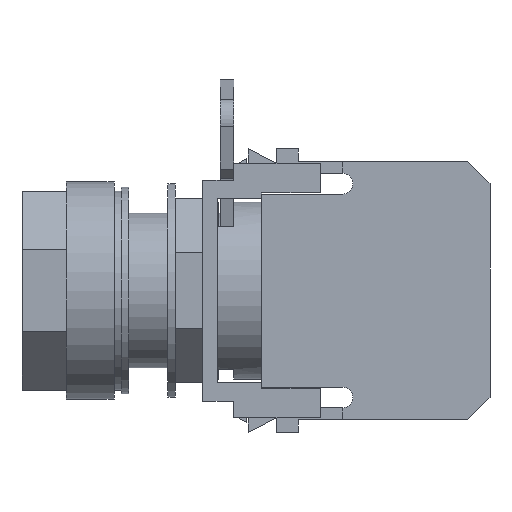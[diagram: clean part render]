
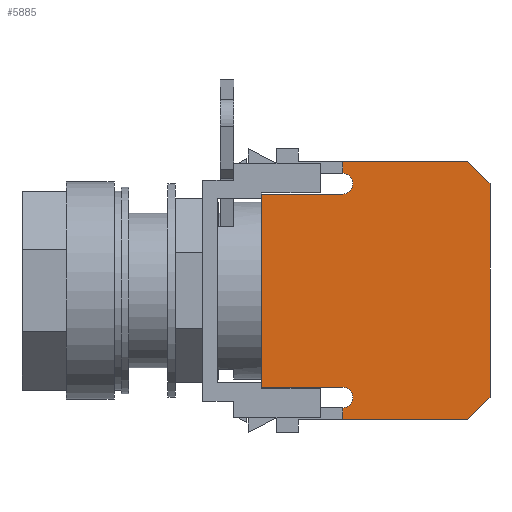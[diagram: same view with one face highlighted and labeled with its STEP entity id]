
A CAD part, left-side view. The second image highlights one B-rep face of the part: STEP entity #5885.
In plain terms, the highlighted planar face has unit normal (-1, 0, 0).
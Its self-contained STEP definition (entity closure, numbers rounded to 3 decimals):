
#50 = CARTESIAN_POINT ( 'NONE',  ( -15., -23.7, -14.5 ) ) ;
#75 = CARTESIAN_POINT ( 'NONE',  ( -15., -12.7, -13.1 ) ) ;
#177 = DIRECTION ( 'NONE',  ( 0., 1., 0. ) ) ;
#657 = LINE ( 'NONE', #2299, #4644 ) ;
#690 = EDGE_CURVE ( 'NONE', #3133, #4493, #4251, .T. ) ;
#729 = CARTESIAN_POINT ( 'NONE',  ( -15., -23.7, -17.5 ) ) ;
#814 = EDGE_CURVE ( 'NONE', #7704, #1961, #7460, .T. ) ;
#844 = VERTEX_POINT ( 'NONE', #6340 ) ;
#1092 = FACE_OUTER_BOUND ( 'NONE', #6676, .T. ) ;
#1112 = AXIS2_PLACEMENT_3D ( 'NONE', #7402, #3341, #8101 ) ;
#1304 = CIRCLE ( 'NONE', #7389, 1.4 ) ;
#1523 = DIRECTION ( 'NONE',  ( 0., -1., 0. ) ) ;
#1653 = VECTOR ( 'NONE', #4920, 1000. ) ;
#1805 = VERTEX_POINT ( 'NONE', #6902 ) ;
#1826 = ORIENTED_EDGE ( 'NONE', *, *, #2162, .T. ) ;
#1956 = DIRECTION ( 'NONE',  ( 0., 1., 0. ) ) ;
#1961 = VERTEX_POINT ( 'NONE', #5027 ) ;
#1999 = LINE ( 'NONE', #7599, #4418 ) ;
#2146 = CARTESIAN_POINT ( 'NONE',  ( -15., -23.7, 13.1 ) ) ;
#2162 = EDGE_CURVE ( 'NONE', #7884, #3492, #8715, .T. ) ;
#2166 = CARTESIAN_POINT ( 'NONE',  ( -15., -23.7, 15.9 ) ) ;
#2267 = LINE ( 'NONE', #75, #5783 ) ;
#2297 = VERTEX_POINT ( 'NONE', #3260 ) ;
#2299 = CARTESIAN_POINT ( 'NONE',  ( -15., -12.7, -13.1 ) ) ;
#2323 = DIRECTION ( 'NONE',  ( 0., -0.707, 0.707 ) ) ;
#2509 = VECTOR ( 'NONE', #2323, 1000. ) ;
#2624 = EDGE_CURVE ( 'NONE', #4213, #2907, #2267, .T. ) ;
#2747 = ORIENTED_EDGE ( 'NONE', *, *, #814, .T. ) ;
#2766 = CARTESIAN_POINT ( 'NONE',  ( -15., -23.7, -17.5 ) ) ;
#2853 = DIRECTION ( 'NONE',  ( 0., -1., 0. ) ) ;
#2869 = EDGE_CURVE ( 'NONE', #844, #8046, #6979, .T. ) ;
#2873 = AXIS2_PLACEMENT_3D ( 'NONE', #7252, #7885, #3778 ) ;
#2895 = ORIENTED_EDGE ( 'NONE', *, *, #2624, .T. ) ;
#2907 = VERTEX_POINT ( 'NONE', #8742 ) ;
#2956 = CARTESIAN_POINT ( 'NONE',  ( -15., -23.7, -17.5 ) ) ;
#3131 = VECTOR ( 'NONE', #3643, 1000. ) ;
#3133 = VERTEX_POINT ( 'NONE', #2146 ) ;
#3163 = AXIS2_PLACEMENT_3D ( 'NONE', #4219, #5569, #6876 ) ;
#3169 = EDGE_CURVE ( 'NONE', #3492, #8046, #4980, .T. ) ;
#3198 = CIRCLE ( 'NONE', #1112, 1.4 ) ;
#3247 = ORIENTED_EDGE ( 'NONE', *, *, #6550, .T. ) ;
#3260 = CARTESIAN_POINT ( 'NONE',  ( -15., -43.7, 14.5 ) ) ;
#3274 = LINE ( 'NONE', #7312, #2509 ) ;
#3341 = DIRECTION ( 'NONE',  ( -1., 0., 0. ) ) ;
#3492 = VERTEX_POINT ( 'NONE', #7613 ) ;
#3624 = EDGE_CURVE ( 'NONE', #7704, #7928, #6080, .T. ) ;
#3634 = DIRECTION ( 'NONE',  ( -1., 0., 0. ) ) ;
#3643 = DIRECTION ( 'NONE',  ( 0., 0., -1. ) ) ;
#3703 = CARTESIAN_POINT ( 'NONE',  ( -15., -12.7, 13.1 ) ) ;
#3745 = EDGE_CURVE ( 'NONE', #4493, #4213, #657, .T. ) ;
#3776 = EDGE_CURVE ( 'NONE', #2297, #7884, #1999, .T. ) ;
#3778 = DIRECTION ( 'NONE',  ( 0., -1., 0. ) ) ;
#4056 = CARTESIAN_POINT ( 'NONE',  ( -15., -40.7, 17.5 ) ) ;
#4213 = VERTEX_POINT ( 'NONE', #5863 ) ;
#4219 = CARTESIAN_POINT ( 'NONE',  ( -15., 0., 0. ) ) ;
#4250 = DIRECTION ( 'NONE',  ( 0., 0.707, 0.707 ) ) ;
#4251 = LINE ( 'NONE', #4839, #7422 ) ;
#4418 = VECTOR ( 'NONE', #4250, 1000. ) ;
#4472 = VECTOR ( 'NONE', #5700, 1000. ) ;
#4493 = VERTEX_POINT ( 'NONE', #3703 ) ;
#4511 = CARTESIAN_POINT ( 'NONE',  ( -15., -23.7, 17.5 ) ) ;
#4644 = VECTOR ( 'NONE', #8550, 1000. ) ;
#4662 = ORIENTED_EDGE ( 'NONE', *, *, #7482, .F. ) ;
#4779 = DIRECTION ( 'NONE',  ( 0., -1., 0. ) ) ;
#4839 = CARTESIAN_POINT ( 'NONE',  ( -15., -12.7, 13.1 ) ) ;
#4846 = EDGE_CURVE ( 'NONE', #3133, #844, #3198, .T. ) ;
#4920 = DIRECTION ( 'NONE',  ( 0., 0., -1. ) ) ;
#4953 = VECTOR ( 'NONE', #4779, 1000. ) ;
#4980 = LINE ( 'NONE', #2956, #3131 ) ;
#5011 = ORIENTED_EDGE ( 'NONE', *, *, #690, .T. ) ;
#5027 = CARTESIAN_POINT ( 'NONE',  ( -15., -23.7, -17.5 ) ) ;
#5132 = LINE ( 'NONE', #8419, #4472 ) ;
#5243 = ORIENTED_EDGE ( 'NONE', *, *, #3169, .T. ) ;
#5509 = LINE ( 'NONE', #2766, #4953 ) ;
#5569 = DIRECTION ( 'NONE',  ( -1., 0., 0. ) ) ;
#5700 = DIRECTION ( 'NONE',  ( 0., 0., 1. ) ) ;
#5731 = ORIENTED_EDGE ( 'NONE', *, *, #8097, .T. ) ;
#5783 = VECTOR ( 'NONE', #1523, 1000. ) ;
#5805 = CARTESIAN_POINT ( 'NONE',  ( -15., -23.7, -15.9 ) ) ;
#5863 = CARTESIAN_POINT ( 'NONE',  ( -15., -12.7, -13.1 ) ) ;
#5885 = ADVANCED_FACE ( 'NONE', ( #1092 ), #8992, .T. ) ;
#6080 = CIRCLE ( 'NONE', #7185, 1.4 ) ;
#6105 = CARTESIAN_POINT ( 'NONE',  ( -15., -25.1, -14.5 ) ) ;
#6135 = ORIENTED_EDGE ( 'NONE', *, *, #4846, .F. ) ;
#6191 = ORIENTED_EDGE ( 'NONE', *, *, #3776, .T. ) ;
#6205 = VERTEX_POINT ( 'NONE', #7793 ) ;
#6340 = CARTESIAN_POINT ( 'NONE',  ( -15., -25.1, 14.5 ) ) ;
#6375 = DIRECTION ( 'NONE',  ( -1., 0., 0. ) ) ;
#6550 = EDGE_CURVE ( 'NONE', #1961, #6205, #5509, .T. ) ;
#6676 = EDGE_LOOP ( 'NONE', ( #3247, #8567, #5731, #6191, #1826, #5243, #8106, #6135, #5011, #8206, #2895, #4662, #8834, #2747 ) ) ;
#6876 = DIRECTION ( 'NONE',  ( 0., -1., 0. ) ) ;
#6902 = CARTESIAN_POINT ( 'NONE',  ( -15., -43.7, -14.5 ) ) ;
#6979 = CIRCLE ( 'NONE', #2873, 1.4 ) ;
#7109 = VECTOR ( 'NONE', #177, 1000. ) ;
#7185 = AXIS2_PLACEMENT_3D ( 'NONE', #8484, #3634, #2853 ) ;
#7252 = CARTESIAN_POINT ( 'NONE',  ( -15., -23.7, 14.5 ) ) ;
#7312 = CARTESIAN_POINT ( 'NONE',  ( -15., -29.1, -29.1 ) ) ;
#7389 = AXIS2_PLACEMENT_3D ( 'NONE', #50, #6375, #8497 ) ;
#7402 = CARTESIAN_POINT ( 'NONE',  ( -15., -23.7, 14.5 ) ) ;
#7422 = VECTOR ( 'NONE', #1956, 1000. ) ;
#7460 = LINE ( 'NONE', #729, #1653 ) ;
#7482 = EDGE_CURVE ( 'NONE', #7928, #2907, #1304, .T. ) ;
#7599 = CARTESIAN_POINT ( 'NONE',  ( -15., -29.1, 29.1 ) ) ;
#7613 = CARTESIAN_POINT ( 'NONE',  ( -15., -23.7, 17.5 ) ) ;
#7704 = VERTEX_POINT ( 'NONE', #5805 ) ;
#7793 = CARTESIAN_POINT ( 'NONE',  ( -15., -40.7, -17.5 ) ) ;
#7884 = VERTEX_POINT ( 'NONE', #4056 ) ;
#7885 = DIRECTION ( 'NONE',  ( -1., 0., 0. ) ) ;
#7928 = VERTEX_POINT ( 'NONE', #6105 ) ;
#8046 = VERTEX_POINT ( 'NONE', #2166 ) ;
#8097 = EDGE_CURVE ( 'NONE', #1805, #2297, #5132, .T. ) ;
#8101 = DIRECTION ( 'NONE',  ( 0., -1., 0. ) ) ;
#8106 = ORIENTED_EDGE ( 'NONE', *, *, #2869, .F. ) ;
#8161 = EDGE_CURVE ( 'NONE', #6205, #1805, #3274, .T. ) ;
#8206 = ORIENTED_EDGE ( 'NONE', *, *, #3745, .T. ) ;
#8419 = CARTESIAN_POINT ( 'NONE',  ( -15., -43.7, -13.1 ) ) ;
#8484 = CARTESIAN_POINT ( 'NONE',  ( -15., -23.7, -14.5 ) ) ;
#8497 = DIRECTION ( 'NONE',  ( 0., -1., 0. ) ) ;
#8550 = DIRECTION ( 'NONE',  ( 0., 0., -1. ) ) ;
#8567 = ORIENTED_EDGE ( 'NONE', *, *, #8161, .T. ) ;
#8715 = LINE ( 'NONE', #4511, #7109 ) ;
#8742 = CARTESIAN_POINT ( 'NONE',  ( -15., -23.7, -13.1 ) ) ;
#8834 = ORIENTED_EDGE ( 'NONE', *, *, #3624, .F. ) ;
#8992 = PLANE ( 'NONE',  #3163 ) ;
